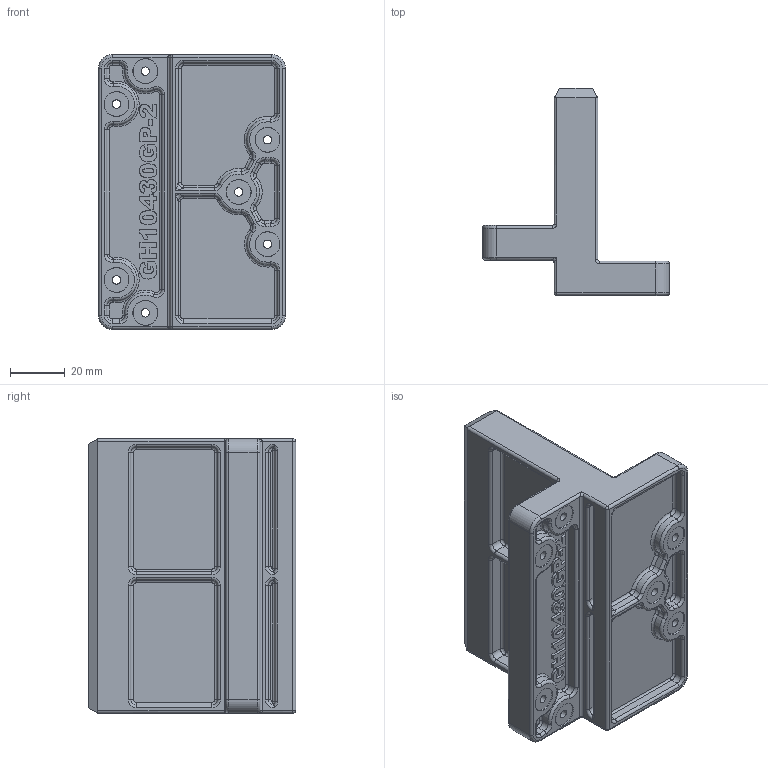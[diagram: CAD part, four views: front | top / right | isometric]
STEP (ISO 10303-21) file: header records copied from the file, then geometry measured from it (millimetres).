
FILE_DESCRIPTION(/* description */ (''),/* implementation_level */ '2;1');
FILE_NAME(/* name */ 'GH10430GP-2.stp',/* time_stamp */ '2019-08-13T10:13:20+02:00',/* author */ ('DOMINIQUE'),/* organization */ (''),/* preprocessor_version */ 'ST-DEVELOPER v17.2',/* originating_system */ 'Autodesk Inventor 2019',/* authorisation */ '');
FILE_SCHEMA (('AUTOMOTIVE_DESIGN { 1 0 10303 214 3 1 1 }'));
Length unit declared in the file: millimetre
Products named in the file (3): VGH10430GP-3; VGH10430GP-2; canon percage dia 3
Assembly tree (8 placements, depth 2):
  VGH10430GP-3
    VGH10430GP-2
    canon percage dia 3  x7
Bounding box: 68 x 75.5 x 100 mm (x, y, z)
Volume: 109257.2 mm3; surface area: 45998.2 mm2
Topology: 8 solids, 8 shells, 855 faces, 2036 edges, 1236 vertices
Faces by surface type: cylinder 319, plane 217, torus 169, bspline 148, sphere 2
Full cylindrical faces by diameter (mm): 3.05 x7, 6 x14, 9 x7, 9.1 x7
Entity records: 25136 total; most frequent: CARTESIAN_POINT 6267, DIRECTION 4058, ORIENTED_EDGE 3884, EDGE_CURVE 1942, AXIS2_PLACEMENT_3D 1622, VERTEX_POINT 1164, CIRCLE 924, EDGE_LOOP 872
